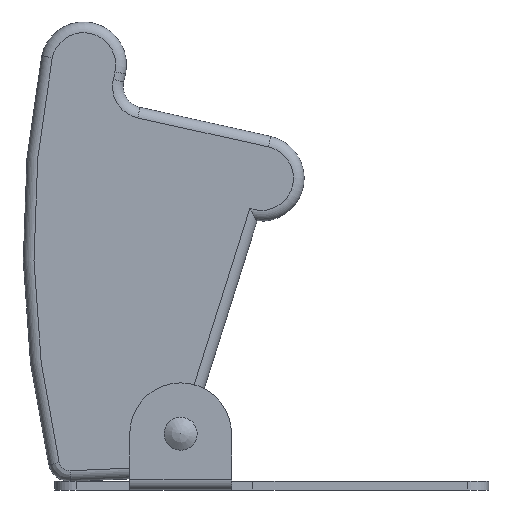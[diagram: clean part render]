
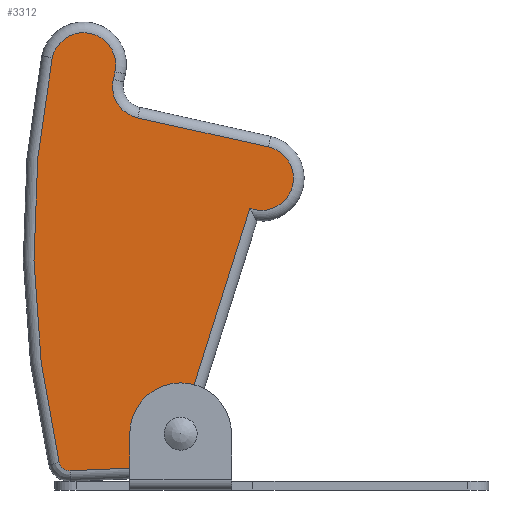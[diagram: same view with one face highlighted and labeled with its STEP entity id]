
A CAD part, left-side view. The second image highlights one B-rep face of the part: STEP entity #3312.
In plain terms, the highlighted face is planar.
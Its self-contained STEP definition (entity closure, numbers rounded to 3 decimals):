
#2052=CARTESIAN_POINT('',(6.793,-0.189,15.5));
#2053=VERTEX_POINT('',#2052);
#2054=CARTESIAN_POINT('',(5.793,-0.189,15.5));
#2055=DIRECTION('',(0.0,0.0,-1.0));
#2056=DIRECTION('',(1.0,0.0,0.0));
#2057=AXIS2_PLACEMENT_3D('',#2054,#2055,#2056);
#2058=CIRCLE('',#2057,1.0);
#2059=EDGE_CURVE('',#2053,#2053,#2058,.T.);
#2951=CARTESIAN_POINT('',(27.799,-0.012,15.5));
#2952=VERTEX_POINT('',#2951);
#2953=CARTESIAN_POINT('',(8.788,-0.012,15.5));
#2954=VERTEX_POINT('',#2953);
#2955=CARTESIAN_POINT('',(27.799,-0.012,15.5));
#2956=DIRECTION('',(-1.0,0.0,0.0));
#2957=VECTOR('',#2956,19.01);
#2958=LINE('',#2955,#2957);
#2959=EDGE_CURVE('',#2952,#2954,#2958,.T.);
#3004=CARTESIAN_POINT('',(2.974,-1.215,15.5));
#3005=VERTEX_POINT('',#3004);
#3015=CARTESIAN_POINT('',(5.793,-0.189,15.5));
#3016=DIRECTION('',(0.0,0.0,-1.0));
#3017=DIRECTION('',(0.071,-0.997,0.0));
#3018=AXIS2_PLACEMENT_3D('',#3015,#3016,#3017);
#3019=CIRCLE('',#3018,3.0);
#3020=EDGE_CURVE('',#2954,#3005,#3019,.T.);
#3030=CARTESIAN_POINT('',(-0.602,8.612,15.5));
#3031=VERTEX_POINT('',#3030);
#3041=CARTESIAN_POINT('',(2.974,-1.215,15.5));
#3042=DIRECTION('',(-0.342,0.94,0.0));
#3043=VECTOR('',#3042,10.457);
#3044=LINE('',#3041,#3043);
#3045=EDGE_CURVE('',#3005,#3031,#3044,.T.);
#3103=CARTESIAN_POINT('',(-0.174,9.813,15.5));
#3104=VERTEX_POINT('',#3103);
#3114=CARTESIAN_POINT('',(0.337,8.954,15.5));
#3115=DIRECTION('',(0.0,0.0,-1.0));
#3116=DIRECTION('',(-0.942,0.336,0.0));
#3117=AXIS2_PLACEMENT_3D('',#3114,#3115,#3116);
#3118=CIRCLE('',#3117,1.0);
#3119=EDGE_CURVE('',#3031,#3104,#3118,.T.);
#3139=CARTESIAN_POINT('',(35.639,21.8,15.5));
#3140=VERTEX_POINT('',#3139);
#3141=CARTESIAN_POINT('',(45.338,-66.67,15.5));
#3142=DIRECTION('',(0.0,0.0,-1.0));
#3143=DIRECTION('',(-0.317,0.948,0.0));
#3144=AXIS2_PLACEMENT_3D('',#3141,#3142,#3143);
#3145=CIRCLE('',#3144,89.0);
#3146=EDGE_CURVE('',#3104,#3140,#3145,.T.);
#3171=CARTESIAN_POINT('',(36.158,15.822,15.5));
#3172=VERTEX_POINT('',#3171);
#3188=CARTESIAN_POINT('',(35.897,18.811,15.5));
#3189=DIRECTION('',(0.0,0.0,-1.0));
#3190=DIRECTION('',(0.996,0.088,0.0));
#3191=AXIS2_PLACEMENT_3D('',#3188,#3189,#3190);
#3192=CIRCLE('',#3191,3.0);
#3193=EDGE_CURVE('',#3140,#3172,#3192,.T.);
#3203=CARTESIAN_POINT('',(35.421,15.758,15.5));
#3204=VERTEX_POINT('',#3203);
#3214=CARTESIAN_POINT('',(36.158,15.822,15.5));
#3215=DIRECTION('',(-0.996,-0.087,0.0));
#3216=VECTOR('',#3215,0.74);
#3217=LINE('',#3214,#3216);
#3218=EDGE_CURVE('',#3172,#3204,#3217,.T.);
#3228=CARTESIAN_POINT('',(32.694,12.508,15.5));
#3229=VERTEX_POINT('',#3228);
#3239=CARTESIAN_POINT('',(35.683,12.769,15.5));
#3240=DIRECTION('',(0.0,0.0,1.0));
#3241=DIRECTION('',(-0.766,0.643,0.0));
#3242=AXIS2_PLACEMENT_3D('',#3239,#3240,#3241);
#3243=CIRCLE('',#3242,3.0);
#3244=EDGE_CURVE('',#3204,#3229,#3243,.T.);
#3254=CARTESIAN_POINT('',(33.782,0.072,15.5));
#3255=VERTEX_POINT('',#3254);
#3265=CARTESIAN_POINT('',(32.694,12.508,15.5));
#3266=DIRECTION('',(0.087,-0.996,0.0));
#3267=VECTOR('',#3266,12.483);
#3268=LINE('',#3265,#3267);
#3269=EDGE_CURVE('',#3229,#3255,#3268,.T.);
#3281=CARTESIAN_POINT('',(30.793,-0.189,15.5));
#3282=DIRECTION('',(0.0,0.0,-1.0));
#3283=DIRECTION('',(0.147,-0.989,0.0));
#3284=AXIS2_PLACEMENT_3D('',#3281,#3282,#3283);
#3285=CIRCLE('',#3284,3.0);
#3286=EDGE_CURVE('',#3255,#2952,#3285,.T.);
#3292=CARTESIAN_POINT('',(20.355,8.732,15.5));
#3293=DIRECTION('',(0.0,0.0,1.0));
#3294=DIRECTION('',(1.0,0.0,0.0));
#3295=AXIS2_PLACEMENT_3D('',#3292,#3293,#3294);
#3296=PLANE('',#3295);
#3297=ORIENTED_EDGE('',*,*,#2959,.F.);
#3298=ORIENTED_EDGE('',*,*,#3286,.F.);
#3299=ORIENTED_EDGE('',*,*,#3269,.F.);
#3300=ORIENTED_EDGE('',*,*,#3244,.F.);
#3301=ORIENTED_EDGE('',*,*,#3218,.F.);
#3302=ORIENTED_EDGE('',*,*,#3193,.F.);
#3303=ORIENTED_EDGE('',*,*,#3146,.F.);
#3304=ORIENTED_EDGE('',*,*,#3119,.F.);
#3305=ORIENTED_EDGE('',*,*,#3045,.F.);
#3306=ORIENTED_EDGE('',*,*,#3020,.F.);
#3307=EDGE_LOOP('',(#3297,#3298,#3299,#3300,#3301,#3302,#3303,#3304,#3305,#3306));
#3308=FACE_OUTER_BOUND('',#3307,.T.);
#3309=ORIENTED_EDGE('',*,*,#2059,.T.);
#3310=EDGE_LOOP('',(#3309));
#3311=FACE_BOUND('',#3310,.T.);
#3312=ADVANCED_FACE('',(#3308,#3311),#3296,.T.);
